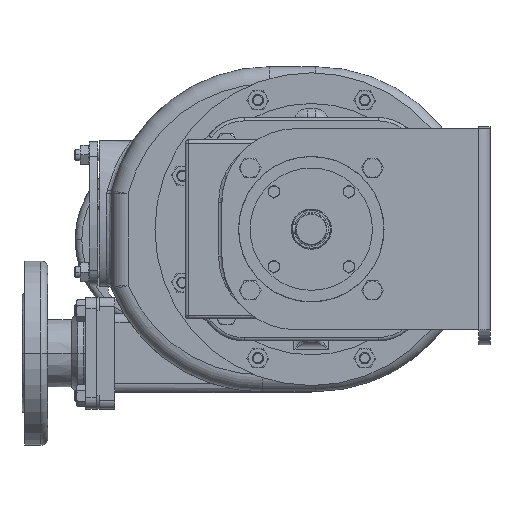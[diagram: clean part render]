
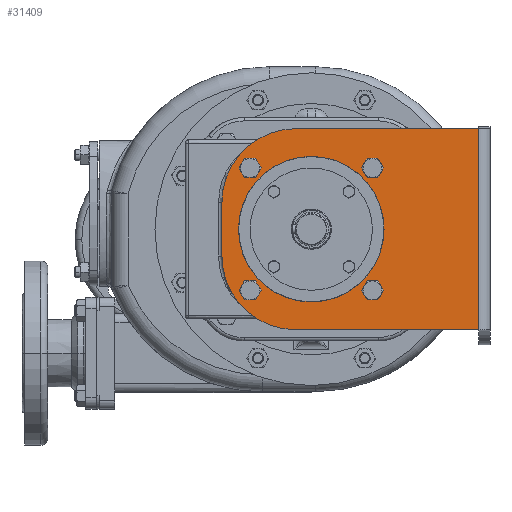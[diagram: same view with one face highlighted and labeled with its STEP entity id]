
A CAD part, left-side view. The second image highlights one B-rep face of the part: STEP entity #31409.
In plain terms, the highlighted planar face has unit normal (-1, 0, 0).
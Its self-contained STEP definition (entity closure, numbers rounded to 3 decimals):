
#990=DIRECTION('',(0.,0.,1.));
#991=VECTOR('',#990,180.);
#992=CARTESIAN_POINT('',(-320.5,0.,-90.));
#993=LINE('',#992,#991);
#1169=CARTESIAN_POINT('',(-320.5,164.,-24.));
#1170=DIRECTION('',(1.,0.,0.));
#1171=DIRECTION('',(0.,0.,-1.));
#1172=AXIS2_PLACEMENT_3D('',#1169,#1170,#1171);
#1174=DIRECTION('',(0.,0.,1.));
#1175=VECTOR('',#1174,48.);
#1176=CARTESIAN_POINT('',(-320.5,230.,-24.));
#1177=LINE('',#1176,#1175);
#1178=CARTESIAN_POINT('',(-320.5,164.,24.));
#1179=DIRECTION('',(1.,0.,0.));
#1180=DIRECTION('',(0.,1.,0.));
#1181=AXIS2_PLACEMENT_3D('',#1178,#1179,#1180);
#1183=DIRECTION('',(0.,-1.,0.));
#1184=VECTOR('',#1183,164.);
#1185=CARTESIAN_POINT('',(-320.5,164.,90.));
#1186=LINE('',#1185,#1184);
#1187=DIRECTION('',(0.,1.,0.));
#1188=VECTOR('',#1187,164.);
#1189=CARTESIAN_POINT('',(-320.5,0.,-90.));
#1190=LINE('',#1189,#1188);
#1191=CARTESIAN_POINT('',(-320.5,150.,0.));
#1192=DIRECTION('',(-1.,0.,0.));
#1193=DIRECTION('',(0.,-1.,0.));
#1194=AXIS2_PLACEMENT_3D('',#1191,#1192,#1193);
#1196=CARTESIAN_POINT('',(-320.5,150.,0.));
#1197=DIRECTION('',(-1.,0.,0.));
#1198=DIRECTION('',(0.,1.,0.));
#1199=AXIS2_PLACEMENT_3D('',#1196,#1197,#1198);
#1201=CARTESIAN_POINT('',(-320.5,204.801,-54.801));
#1202=DIRECTION('',(1.,0.,0.));
#1203=DIRECTION('',(0.,0.,-1.));
#1204=AXIS2_PLACEMENT_3D('',#1201,#1202,#1203);
#1206=CARTESIAN_POINT('',(-320.5,204.801,-54.801));
#1207=DIRECTION('',(1.,0.,0.));
#1208=DIRECTION('',(0.,0.,1.));
#1209=AXIS2_PLACEMENT_3D('',#1206,#1207,#1208);
#1211=CARTESIAN_POINT('',(-320.5,95.199,-54.801));
#1212=DIRECTION('',(1.,0.,0.));
#1213=DIRECTION('',(0.,0.,-1.));
#1214=AXIS2_PLACEMENT_3D('',#1211,#1212,#1213);
#1216=CARTESIAN_POINT('',(-320.5,95.199,-54.801));
#1217=DIRECTION('',(1.,0.,0.));
#1218=DIRECTION('',(0.,0.,1.));
#1219=AXIS2_PLACEMENT_3D('',#1216,#1217,#1218);
#1221=CARTESIAN_POINT('',(-320.5,95.199,54.801));
#1222=DIRECTION('',(1.,0.,0.));
#1223=DIRECTION('',(0.,0.,-1.));
#1224=AXIS2_PLACEMENT_3D('',#1221,#1222,#1223);
#1226=CARTESIAN_POINT('',(-320.5,95.199,54.801));
#1227=DIRECTION('',(1.,0.,0.));
#1228=DIRECTION('',(0.,0.,1.));
#1229=AXIS2_PLACEMENT_3D('',#1226,#1227,#1228);
#1231=CARTESIAN_POINT('',(-320.5,204.801,54.801));
#1232=DIRECTION('',(1.,0.,0.));
#1233=DIRECTION('',(0.,0.,-1.));
#1234=AXIS2_PLACEMENT_3D('',#1231,#1232,#1233);
#1236=CARTESIAN_POINT('',(-320.5,204.801,54.801));
#1237=DIRECTION('',(1.,0.,0.));
#1238=DIRECTION('',(0.,0.,1.));
#1239=AXIS2_PLACEMENT_3D('',#1236,#1237,#1238);
#28849=CARTESIAN_POINT('',(-320.5,164.,-90.));
#28851=VERTEX_POINT('',#28849);
#28852=CARTESIAN_POINT('',(-320.5,84.85,0.));
#28853=CARTESIAN_POINT('',(-320.5,215.15,0.));
#28854=VERTEX_POINT('',#28852);
#28855=VERTEX_POINT('',#28853);
#28860=CARTESIAN_POINT('',(-320.5,0.,-90.));
#28861=VERTEX_POINT('',#28860);
#28862=CARTESIAN_POINT('',(-320.5,0.,90.));
#28863=VERTEX_POINT('',#28862);
#28864=CARTESIAN_POINT('',(-320.5,164.,90.));
#28865=VERTEX_POINT('',#28864);
#28908=CARTESIAN_POINT('',(-320.5,230.,-24.));
#28909=VERTEX_POINT('',#28908);
#28910=CARTESIAN_POINT('',(-320.5,230.,24.));
#28911=VERTEX_POINT('',#28910);
#28990=CARTESIAN_POINT('',(-320.5,204.801,-62.901));
#28991=CARTESIAN_POINT('',(-320.5,204.801,-46.701));
#28992=VERTEX_POINT('',#28990);
#28993=VERTEX_POINT('',#28991);
#29036=CARTESIAN_POINT('',(-320.5,95.199,-62.901));
#29037=CARTESIAN_POINT('',(-320.5,95.199,-46.701));
#29038=VERTEX_POINT('',#29036);
#29039=VERTEX_POINT('',#29037);
#29082=CARTESIAN_POINT('',(-320.5,95.199,46.701));
#29083=CARTESIAN_POINT('',(-320.5,95.199,62.901));
#29084=VERTEX_POINT('',#29082);
#29085=VERTEX_POINT('',#29083);
#29128=CARTESIAN_POINT('',(-320.5,204.801,46.701));
#29129=CARTESIAN_POINT('',(-320.5,204.801,62.901));
#29130=VERTEX_POINT('',#29128);
#29131=VERTEX_POINT('',#29129);
#31366=CARTESIAN_POINT('',(-320.5,150.,0.));
#31367=DIRECTION('',(1.,0.,0.));
#31368=DIRECTION('',(0.,0.,-1.));
#31369=AXIS2_PLACEMENT_3D('',#31366,#31367,#31368);
#31370=PLANE('',#31369);
#31371=ORIENTED_EDGE('',*,*,#31360,.T.);
#31372=ORIENTED_EDGE('',*,*,#31100,.T.);
#31373=ORIENTED_EDGE('',*,*,#31119,.T.);
#31374=ORIENTED_EDGE('',*,*,#31133,.T.);
#31375=ORIENTED_EDGE('',*,*,#31163,.F.);
#31376=ORIENTED_EDGE('',*,*,#31347,.T.);
#31377=EDGE_LOOP('',(#31371,#31372,#31373,#31374,#31375,#31376));
#31378=FACE_OUTER_BOUND('',#31377,.F.);
#31380=ORIENTED_EDGE('',*,*,#31379,.T.);
#31382=ORIENTED_EDGE('',*,*,#31381,.T.);
#31383=EDGE_LOOP('',(#31380,#31382));
#31384=FACE_BOUND('',#31383,.F.);
#31386=ORIENTED_EDGE('',*,*,#31385,.F.);
#31388=ORIENTED_EDGE('',*,*,#31387,.F.);
#31389=EDGE_LOOP('',(#31386,#31388));
#31390=FACE_BOUND('',#31389,.F.);
#31392=ORIENTED_EDGE('',*,*,#31391,.F.);
#31394=ORIENTED_EDGE('',*,*,#31393,.F.);
#31395=EDGE_LOOP('',(#31392,#31394));
#31396=FACE_BOUND('',#31395,.F.);
#31398=ORIENTED_EDGE('',*,*,#31397,.F.);
#31400=ORIENTED_EDGE('',*,*,#31399,.F.);
#31401=EDGE_LOOP('',(#31398,#31400));
#31402=FACE_BOUND('',#31401,.F.);
#31404=ORIENTED_EDGE('',*,*,#31403,.F.);
#31406=ORIENTED_EDGE('',*,*,#31405,.F.);
#31407=EDGE_LOOP('',(#31404,#31406));
#31408=FACE_BOUND('',#31407,.F.);
#31409=ADVANCED_FACE('',(#31378,#31384,#31390,#31396,#31402,#31408),#31370,.F.);
#1173=CIRCLE('',#1172,66.);
#1182=CIRCLE('',#1181,66.);
#1195=CIRCLE('',#1194,65.15);
#1200=CIRCLE('',#1199,65.15);
#1205=CIRCLE('',#1204,8.1);
#1210=CIRCLE('',#1209,8.1);
#1215=CIRCLE('',#1214,8.1);
#1220=CIRCLE('',#1219,8.1);
#1225=CIRCLE('',#1224,8.1);
#1230=CIRCLE('',#1229,8.1);
#1235=CIRCLE('',#1234,8.1);
#1240=CIRCLE('',#1239,8.1);
#31100=EDGE_CURVE('',#28909,#28911,#1177,.T.);
#31119=EDGE_CURVE('',#28911,#28865,#1182,.T.);
#31133=EDGE_CURVE('',#28865,#28863,#1186,.T.);
#31163=EDGE_CURVE('',#28861,#28863,#993,.T.);
#31347=EDGE_CURVE('',#28861,#28851,#1190,.T.);
#31360=EDGE_CURVE('',#28851,#28909,#1173,.T.);
#31379=EDGE_CURVE('',#28854,#28855,#1195,.T.);
#31381=EDGE_CURVE('',#28855,#28854,#1200,.T.);
#31385=EDGE_CURVE('',#28992,#28993,#1205,.T.);
#31387=EDGE_CURVE('',#28993,#28992,#1210,.T.);
#31391=EDGE_CURVE('',#29038,#29039,#1215,.T.);
#31393=EDGE_CURVE('',#29039,#29038,#1220,.T.);
#31397=EDGE_CURVE('',#29084,#29085,#1225,.T.);
#31399=EDGE_CURVE('',#29085,#29084,#1230,.T.);
#31403=EDGE_CURVE('',#29130,#29131,#1235,.T.);
#31405=EDGE_CURVE('',#29131,#29130,#1240,.T.);
